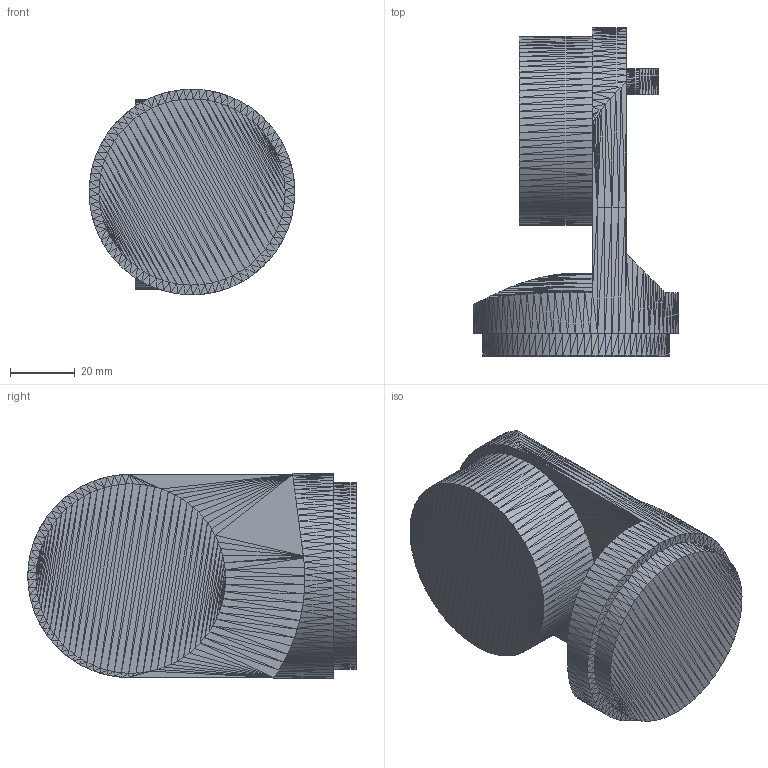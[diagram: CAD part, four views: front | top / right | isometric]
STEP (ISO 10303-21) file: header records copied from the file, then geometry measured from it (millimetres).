
FILE_DESCRIPTION((''),'2;1');
FILE_NAME('right_hip', '2024-12-17T09:19:16', (''), (''), 'ImageToStl.com STEP Converter','', '');
FILE_SCHEMA(('AUTOMOTIVE_DESIGN_CC2'));
Length unit declared in the file: metre
Products named in the file (1): product0
Bounding box: 63.48 x 101.43 x 63.5 mm (x, y, z)
Surface area: 26728 mm2 (no closed solid volume)
Topology: 0 solids, 3218 shells, 3218 faces, 9654 edges, 1613 vertices
Faces by surface type: plane 3218
Entity records: 77275 total; most frequent: DIRECTION 16092, ORIENTED_EDGE 9654, EDGE_CURVE 9654, LINE 9654, VECTOR 9654, AXIS2_PLACEMENT_3D 3219, STYLED_ITEM 3219, FACE_SURFACE 3218
